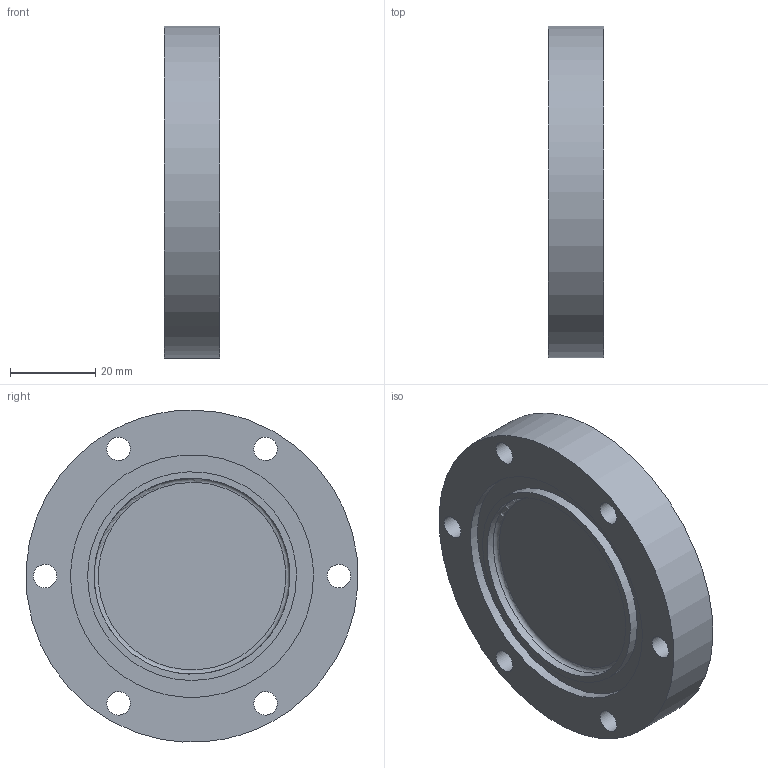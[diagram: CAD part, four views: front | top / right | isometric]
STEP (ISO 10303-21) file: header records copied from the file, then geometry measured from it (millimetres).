
FILE_DESCRIPTION(('THIS FILE CONTAINS SOME STEP INSTANCES'),'1');
FILE_NAME('LE-CB-008-01 Kryt.stp','2021-09-24T13:24:28',('UNDEFINED'),('UNDEFINED'),'T-FLEX CAD STEP converter','T-FLEX CAD','');
FILE_SCHEMA(('CONFIG_CONTROL_DESIGN'));
Length unit declared in the file: metre
Products named in the file (1): T骴o_9
Bounding box: 13 x 77.9 x 77.94 mm (x, y, z)
Volume: 53883.2 mm3; surface area: 14974.3 mm2
Topology: 1 solids, 1 shells, 16 faces, 32 edges, 21 vertices
Faces by surface type: cylinder 10, plane 5, torus 1
Full cylindrical faces by diameter (mm): 5.5 x6, 46 x1, 49 x1, 57 x1, 78 x1
Entity records: 613 total; most frequent: CARTESIAN_POINT 189, ORIENTED_EDGE 52, DIRECTION 38, EDGE_LOOP 37, EDGE_CURVE 26, FACE_OUTER_BOUND 22, VERTEX_POINT 21, STYLED_ITEM 18
